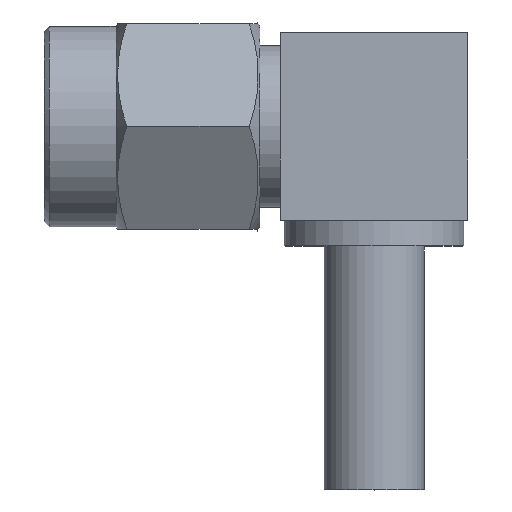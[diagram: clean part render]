
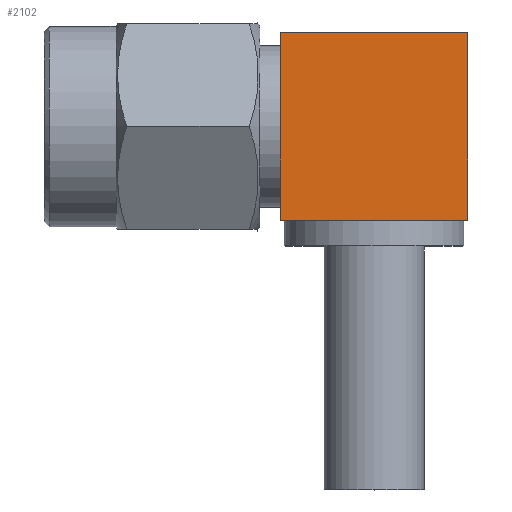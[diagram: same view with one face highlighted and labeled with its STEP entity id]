
A CAD part, top view. The second image highlights one B-rep face of the part: STEP entity #2102.
In plain terms, the highlighted planar face has unit normal (0, 0, 1).
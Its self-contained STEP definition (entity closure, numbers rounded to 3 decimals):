
#90 = EDGE_CURVE ( 'NONE', #937, #1060, #538, .T. ) ;
#101 = CARTESIAN_POINT ( 'NONE',  ( 9.2, -3.65, 3.65 ) ) ;
#105 = VERTEX_POINT ( 'NONE', #1529 ) ;
#193 = VERTEX_POINT ( 'NONE', #1883 ) ;
#215 = LINE ( 'NONE', #2416, #2242 ) ;
#230 = EDGE_CURVE ( 'NONE', #1060, #193, #215, .T. ) ;
#236 = PLANE ( 'NONE',  #1831 ) ;
#245 = VECTOR ( 'NONE', #1009, 1000. ) ;
#292 = CARTESIAN_POINT ( 'NONE',  ( 9.2, 3.65, 3.65 ) ) ;
#299 = DIRECTION ( 'NONE',  ( 0., 0., 1. ) ) ;
#312 = DIRECTION ( 'NONE',  ( 0., -1., 0. ) ) ;
#504 = ORIENTED_EDGE ( 'NONE', *, *, #2044, .F. ) ;
#538 = LINE ( 'NONE', #1419, #2613 ) ;
#937 = VERTEX_POINT ( 'NONE', #2501 ) ;
#955 = CARTESIAN_POINT ( 'NONE',  ( 9.2, 3.65, 3.65 ) ) ;
#961 = CARTESIAN_POINT ( 'NONE',  ( 16.5, 3.65, 3.65 ) ) ;
#998 = DIRECTION ( 'NONE',  ( 0., -1., 0. ) ) ;
#1009 = DIRECTION ( 'NONE',  ( 1., 0., 0. ) ) ;
#1060 = VERTEX_POINT ( 'NONE', #101 ) ;
#1125 = FACE_OUTER_BOUND ( 'NONE', #1536, .T. ) ;
#1261 = EDGE_CURVE ( 'NONE', #105, #193, #2270, .T. ) ;
#1376 = DIRECTION ( 'NONE',  ( 0., -1., 0. ) ) ;
#1419 = CARTESIAN_POINT ( 'NONE',  ( 9.2, 3.65, 3.65 ) ) ;
#1529 = CARTESIAN_POINT ( 'NONE',  ( 16.5, 3.65, 3.65 ) ) ;
#1536 = EDGE_LOOP ( 'NONE', ( #1563, #504, #2393, #1952 ) ) ;
#1563 = ORIENTED_EDGE ( 'NONE', *, *, #1261, .F. ) ;
#1760 = VECTOR ( 'NONE', #998, 1000. ) ;
#1831 = AXIS2_PLACEMENT_3D ( 'NONE', #292, #299, #312 ) ;
#1873 = LINE ( 'NONE', #955, #245 ) ;
#1883 = CARTESIAN_POINT ( 'NONE',  ( 16.5, -3.65, 3.65 ) ) ;
#1952 = ORIENTED_EDGE ( 'NONE', *, *, #230, .T. ) ;
#2044 = EDGE_CURVE ( 'NONE', #937, #105, #1873, .T. ) ;
#2102 = ADVANCED_FACE ( 'NONE', ( #1125 ), #236, .T. ) ;
#2242 = VECTOR ( 'NONE', #2296, 1000. ) ;
#2270 = LINE ( 'NONE', #961, #1760 ) ;
#2296 = DIRECTION ( 'NONE',  ( 1., 0., 0. ) ) ;
#2393 = ORIENTED_EDGE ( 'NONE', *, *, #90, .T. ) ;
#2416 = CARTESIAN_POINT ( 'NONE',  ( 9.2, -3.65, 3.65 ) ) ;
#2501 = CARTESIAN_POINT ( 'NONE',  ( 9.2, 3.65, 3.65 ) ) ;
#2613 = VECTOR ( 'NONE', #1376, 1000. ) ;
